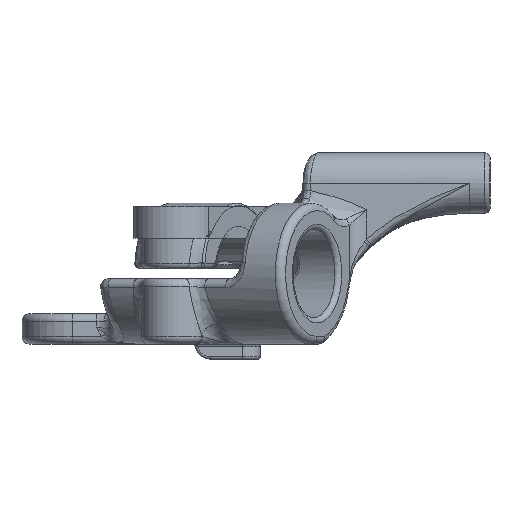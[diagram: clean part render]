
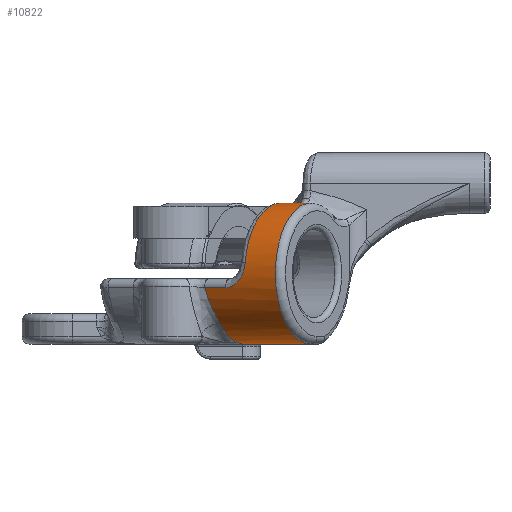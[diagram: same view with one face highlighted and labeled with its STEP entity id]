
A CAD part, left-side view. The second image highlights one B-rep face of the part: STEP entity #10822.
In plain terms, the highlighted cylindrical face has radius 7 mm (diameter 14 mm), a partial arc.
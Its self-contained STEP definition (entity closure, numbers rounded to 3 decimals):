
#191=ELLIPSE('',#11919,7.,7.);
#195=ELLIPSE('',#11967,17.088,7.);
#525=B_SPLINE_CURVE_WITH_KNOTS('',3,(#22840,#22841,#22842,#22843,#22844,
#22845),.UNSPECIFIED.,.F.,.F.,(4,1,1,4),(0.,0.101,
0.202,0.354),.UNSPECIFIED.);
#538=B_SPLINE_CURVE_WITH_KNOTS('',3,(#23314,#23315,#23316,#23317,#23318),
 .UNSPECIFIED.,.F.,.F.,(4,1,4),(-6.394,-6.166,-5.892),
 .UNSPECIFIED.);
#1636=FACE_OUTER_BOUND('',#2376,.T.);
#2376=EDGE_LOOP('',(#8841,#8842,#8843,#8844,#8845,#8846,#8847,#8848));
#2843=LINE('',#20266,#3219);
#2934=LINE('',#22849,#3310);
#3219=VECTOR('',#13497,10.);
#3310=VECTOR('',#14104,10.);
#3896=CIRCLE('',#11965,7.);
#3897=CIRCLE('',#11966,7.);
#4539=VERTEX_POINT('',#20263);
#4540=VERTEX_POINT('',#20265);
#4764=VERTEX_POINT('',#22753);
#4765=VERTEX_POINT('',#22755);
#4767=VERTEX_POINT('',#22838);
#4768=VERTEX_POINT('',#22847);
#4787=VERTEX_POINT('',#23312);
#4788=VERTEX_POINT('',#23321);
#5780=EDGE_CURVE('',#4539,#4540,#2843,.T.);
#6137=EDGE_CURVE('',#4765,#4764,#191,.T.);
#6142=EDGE_CURVE('',#4764,#4767,#525,.T.);
#6144=EDGE_CURVE('',#4767,#4768,#2934,.T.);
#6192=EDGE_CURVE('',#4768,#4787,#538,.T.);
#6193=EDGE_CURVE('',#4787,#4540,#3896,.T.);
#6194=EDGE_CURVE('',#4539,#4788,#3897,.T.);
#6195=EDGE_CURVE('',#4788,#4765,#195,.T.);
#8841=ORIENTED_EDGE('',*,*,#6144,.T.);
#8842=ORIENTED_EDGE('',*,*,#6192,.T.);
#8843=ORIENTED_EDGE('',*,*,#6193,.T.);
#8844=ORIENTED_EDGE('',*,*,#5780,.F.);
#8845=ORIENTED_EDGE('',*,*,#6194,.T.);
#8846=ORIENTED_EDGE('',*,*,#6195,.T.);
#8847=ORIENTED_EDGE('',*,*,#6137,.T.);
#8848=ORIENTED_EDGE('',*,*,#6142,.T.);
#10328=CYLINDRICAL_SURFACE('',#11964,7.);
#10822=ADVANCED_FACE('',(#1636),#10328,.T.);
#11919=AXIS2_PLACEMENT_3D('',#22756,#14092,#14093);
#11964=AXIS2_PLACEMENT_3D('',#23319,#14192,#14193);
#11965=AXIS2_PLACEMENT_3D('',#23320,#14194,#14195);
#11966=AXIS2_PLACEMENT_3D('',#23322,#14196,#14197);
#11967=AXIS2_PLACEMENT_3D('',#23323,#14198,#14199);
#13497=DIRECTION('',(-0.5,0.866,0.));
#14092=DIRECTION('center_axis',(0.503,-0.864,0.));
#14093=DIRECTION('ref_axis',(0.864,0.503,0.));
#14104=DIRECTION('',(-0.5,0.866,0.));
#14192=DIRECTION('center_axis',(0.5,-0.866,0.));
#14193=DIRECTION('ref_axis',(0.612,0.354,0.707));
#14194=DIRECTION('center_axis',(0.5,-0.866,0.));
#14195=DIRECTION('ref_axis',(0.426,0.246,0.87));
#14196=DIRECTION('center_axis',(-0.5,0.866,0.));
#14197=DIRECTION('ref_axis',(0.825,0.476,-0.305));
#14198=DIRECTION('center_axis',(0.995,0.101,0.));
#14199=DIRECTION('ref_axis',(0.101,-0.995,0.));
#20263=CARTESIAN_POINT('',(29.15,-5.671,-20.));
#20265=CARTESIAN_POINT('',(25.375,0.868,-20.));
#20266=CARTESIAN_POINT('',(29.525,-6.321,-20.));
#22753=CARTESIAN_POINT('',(33.38,0.821,-28.12));
#22755=CARTESIAN_POINT('',(25.536,-3.744,-33.656));
#22756=CARTESIAN_POINT('Origin',(27.408,-2.655,-27.));
#22838=CARTESIAN_POINT('',(32.211,2.744,-25.6));
#22840=CARTESIAN_POINT('Ctrl Pts',(33.38,0.821,-28.12));
#22841=CARTESIAN_POINT('Ctrl Pts',(33.433,0.851,-27.747));
#22842=CARTESIAN_POINT('Ctrl Pts',(33.406,1.013,-26.992));
#22843=CARTESIAN_POINT('Ctrl Pts',(32.952,1.621,-25.931));
#22844=CARTESIAN_POINT('Ctrl Pts',(32.464,2.306,-25.6));
#22845=CARTESIAN_POINT('Ctrl Pts',(32.211,2.744,-25.6));
#22847=CARTESIAN_POINT('',(31.006,4.831,-25.6));
#22849=CARTESIAN_POINT('',(35.464,-2.891,-25.6));
#23312=CARTESIAN_POINT('',(29.654,3.338,-22.042));
#23314=CARTESIAN_POINT('Ctrl Pts',(31.006,4.831,-25.6));
#23315=CARTESIAN_POINT('Ctrl Pts',(30.942,4.694,-24.991));
#23316=CARTESIAN_POINT('Ctrl Pts',(30.697,4.218,-23.697));
#23317=CARTESIAN_POINT('Ctrl Pts',(30.115,3.605,-22.573));
#23318=CARTESIAN_POINT('Ctrl Pts',(29.654,3.338,-22.042));
#23319=CARTESIAN_POINT('Origin',(29.525,-6.321,-27.));
#23320=CARTESIAN_POINT('Origin',(25.375,0.868,-27.));
#23321=CARTESIAN_POINT('',(25.922,-7.534,-32.925));
#23322=CARTESIAN_POINT('Origin',(29.15,-5.671,-27.));
#23323=CARTESIAN_POINT('Origin',(25.,1.517,-27.));
